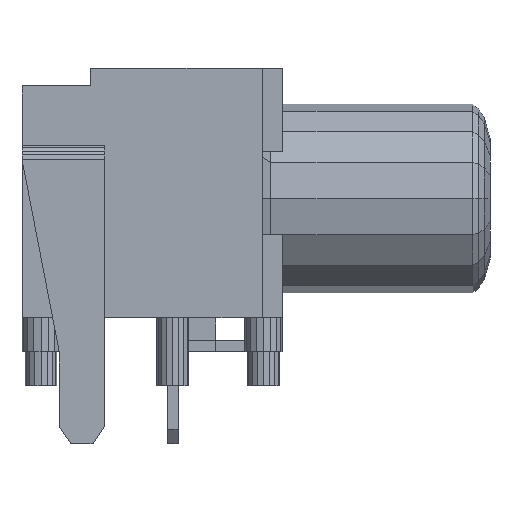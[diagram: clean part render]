
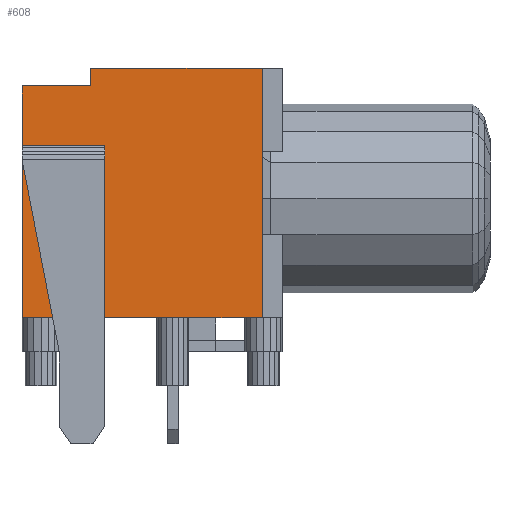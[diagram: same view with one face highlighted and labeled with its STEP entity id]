
A CAD part, left-side view. The second image highlights one B-rep face of the part: STEP entity #608.
In plain terms, the highlighted planar face has unit normal (-1, 0, 0).
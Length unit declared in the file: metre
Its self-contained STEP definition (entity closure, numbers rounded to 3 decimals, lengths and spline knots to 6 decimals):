
#608=ADVANCED_FACE('0:5771',(#1606),#1607,.T.);
#1606=FACE_OUTER_BOUND('',#2831,.T.);
#1607=PLANE('',#2832);
#2831=EDGE_LOOP('',(#6153,#6154,#6155,#6156,#6157,#6158));
#2832=AXIS2_PLACEMENT_3D('',#6159,#6160,#6161);
#6153=ORIENTED_EDGE('',*,*,#8883,.T.);
#6154=ORIENTED_EDGE('',*,*,#8884,.T.);
#6155=ORIENTED_EDGE('',*,*,#8869,.F.);
#6156=ORIENTED_EDGE('',*,*,#8850,.T.);
#6157=ORIENTED_EDGE('',*,*,#8873,.F.);
#6158=ORIENTED_EDGE('',*,*,#8885,.F.);
#6159=CARTESIAN_POINT('',(-1.89,2.594004,5.206043));
#6160=DIRECTION('',(-1.0,0.0,0.0));
#6161=DIRECTION('',(0.0,0.0,1.0));
#8850=EDGE_CURVE('0:5789',#10801,#10798,#10802,.T.);
#8869=EDGE_CURVE('0:5846',#10801,#10834,#10835,.T.);
#8873=EDGE_CURVE('0:5858',#10839,#10798,#10842,.T.);
#8883=EDGE_CURVE('0:5888',#10856,#10857,#10858,.T.);
#8884=EDGE_CURVE('0:5891',#10857,#10834,#10859,.T.);
#8885=EDGE_CURVE('0:5894',#10856,#10839,#10860,.T.);
#10798=VERTEX_POINT('',#13964);
#10801=VERTEX_POINT('',#13968);
#10802=LINE('',#13969,#13970);
#10834=VERTEX_POINT('',#14020);
#10835=LINE('',#14021,#14022);
#10839=VERTEX_POINT('',#14028);
#10842=LINE('',#14032,#14033);
#10856=VERTEX_POINT('',#14056);
#10857=VERTEX_POINT('',#14057);
#10858=LINE('',#14058,#14059);
#10859=LINE('',#14060,#14061);
#10860=LINE('',#14062,#14063);
#13964=CARTESIAN_POINT('',(-1.89,2.608,5.191469));
#13968=CARTESIAN_POINT('',(-1.89,2.608,5.205));
#13969=CARTESIAN_POINT('',(-1.89,2.608,5.205));
#13970=VECTOR('',#16417,0.003366);
#14020=CARTESIAN_POINT('',(-1.89,2.604001,5.205));
#14021=CARTESIAN_POINT('',(-1.89,2.608,5.205));
#14022=VECTOR('',#16436,0.003366);
#14028=CARTESIAN_POINT('',(-1.89,2.594004,5.191469));
#14032=CARTESIAN_POINT('',(-1.89,2.594004,5.191469));
#14033=VECTOR('',#16440,0.003366);
#14056=CARTESIAN_POINT('',(-1.89,2.594004,5.206043));
#14057=CARTESIAN_POINT('',(-1.89,2.604001,5.206043));
#14058=CARTESIAN_POINT('',(-1.89,2.594004,5.206043));
#14059=VECTOR('',#16450,0.003366);
#14060=CARTESIAN_POINT('',(-1.89,2.604001,5.206043));
#14061=VECTOR('',#16451,0.003366);
#14062=CARTESIAN_POINT('',(-1.89,2.594004,5.206043));
#14063=VECTOR('',#16452,0.003366);
#16417=DIRECTION('',(0.0,0.0,-1.0));
#16436=DIRECTION('',(0.0,-1.0,0.0));
#16440=DIRECTION('',(0.0,1.0,0.0));
#16450=DIRECTION('',(0.0,1.0,0.0));
#16451=DIRECTION('',(0.0,0.0,-1.0));
#16452=DIRECTION('',(0.0,0.0,-1.0));
